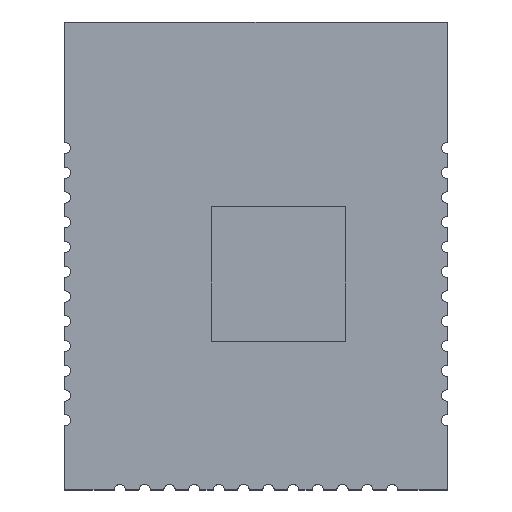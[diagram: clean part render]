
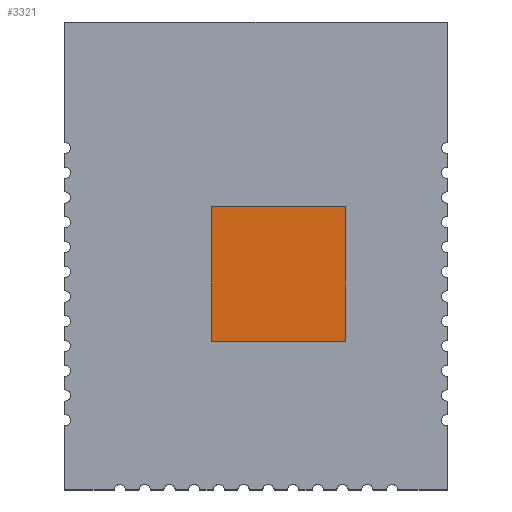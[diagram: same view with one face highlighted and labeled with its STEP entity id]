
A CAD part, top view. The second image highlights one B-rep face of the part: STEP entity #3321.
In plain terms, the highlighted planar face has unit normal (0, 0, 1).
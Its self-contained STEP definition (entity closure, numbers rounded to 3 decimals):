
#3192 = VERTEX_POINT('',#3193);
#3193 = CARTESIAN_POINT('',(-2.,5.,2.02
    ));
#3199 = EDGE_CURVE('',#3192,#3200,#3202,.T.);
#3200 = VERTEX_POINT('',#3201);
#3201 = CARTESIAN_POINT('',(4.,5.,2.02)
  );
#3202 = LINE('',#3203,#3204);
#3203 = CARTESIAN_POINT('',(-2.,5.,2.02
    ));
#3204 = VECTOR('',#3205,1.);
#3205 = DIRECTION('',(1.,0.,0.));
#3230 = EDGE_CURVE('',#3200,#3231,#3233,.T.);
#3231 = VERTEX_POINT('',#3232);
#3232 = CARTESIAN_POINT('',(4.,-1.,2.02
    ));
#3233 = LINE('',#3234,#3235);
#3234 = CARTESIAN_POINT('',(4.,5.,2.02)
  );
#3235 = VECTOR('',#3236,1.);
#3236 = DIRECTION('',(0.,-1.,0.));
#3261 = EDGE_CURVE('',#3231,#3262,#3264,.T.);
#3262 = VERTEX_POINT('',#3263);
#3263 = CARTESIAN_POINT('',(-2.,-1.,
    2.02));
#3264 = LINE('',#3265,#3266);
#3265 = CARTESIAN_POINT('',(4.,-1.,2.02
    ));
#3266 = VECTOR('',#3267,1.);
#3267 = DIRECTION('',(-1.,0.,0.));
#3292 = EDGE_CURVE('',#3262,#3192,#3293,.T.);
#3293 = LINE('',#3294,#3295);
#3294 = CARTESIAN_POINT('',(-2.,-1.,
    2.02));
#3295 = VECTOR('',#3296,1.);
#3296 = DIRECTION('',(0.,1.,0.));
#3321 = ADVANCED_FACE('',(#3322),#3328,.T.);
#3322 = FACE_BOUND('',#3323,.F.);
#3323 = EDGE_LOOP('',(#3324,#3325,#3326,#3327));
#3324 = ORIENTED_EDGE('',*,*,#3199,.T.);
#3325 = ORIENTED_EDGE('',*,*,#3230,.T.);
#3326 = ORIENTED_EDGE('',*,*,#3261,.T.);
#3327 = ORIENTED_EDGE('',*,*,#3292,.T.);
#3328 = PLANE('',#3329);
#3329 = AXIS2_PLACEMENT_3D('',#3330,#3331,#3332);
#3330 = CARTESIAN_POINT('',(-2.,5.,2.02
    ));
#3331 = DIRECTION('',(0.,0.,1.));
#3332 = DIRECTION('',(1.,0.,0.));
